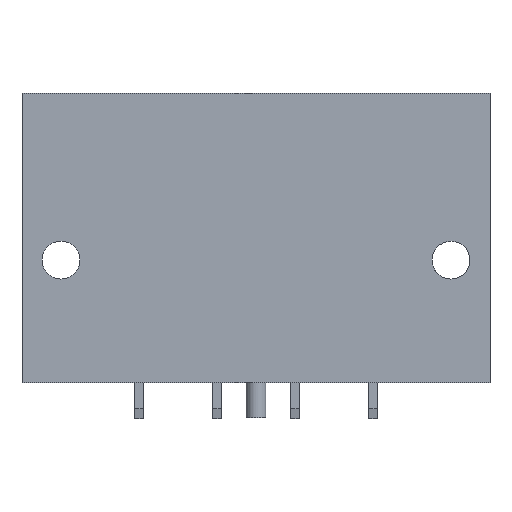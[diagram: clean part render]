
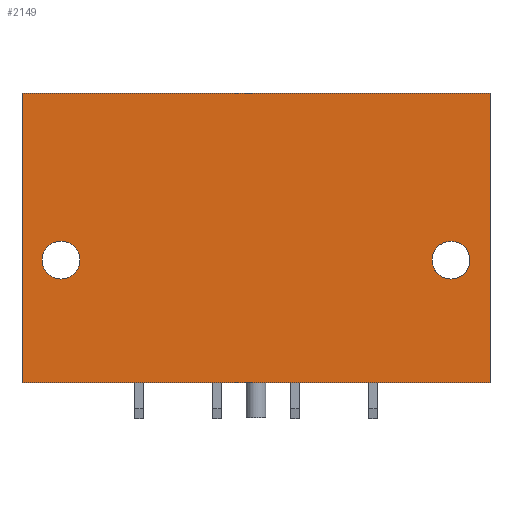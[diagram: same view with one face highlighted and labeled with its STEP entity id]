
A CAD part, front view. The second image highlights one B-rep face of the part: STEP entity #2149.
In plain terms, the highlighted planar face has unit normal (0, -1, 0).
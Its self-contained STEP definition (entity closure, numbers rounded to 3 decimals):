
#2025=AXIS2_PLACEMENT_3D('Circle Axis2P3D',#2023,#2024,$) ;
#2057=AXIS2_PLACEMENT_3D('Circle Axis2P3D',#2055,#2056,$) ;
#2133=AXIS2_PLACEMENT_3D('Plane Axis2P3D',#2130,#2131,#2132) ;
#224=CARTESIAN_POINT('Vertex',(45.72,0.,31.8)) ;
#227=CARTESIAN_POINT('Line Origine',(45.72,0.,17.65)) ;
#231=CARTESIAN_POINT('Vertex',(45.72,0.,3.5)) ;
#252=CARTESIAN_POINT('Line Origine',(22.86,0.,3.5)) ;
#256=CARTESIAN_POINT('Vertex',(0.,0.,3.5)) ;
#585=CARTESIAN_POINT('Line Origine',(0.,0.,17.65)) ;
#589=CARTESIAN_POINT('Vertex',(0.,0.,31.8)) ;
#610=CARTESIAN_POINT('Line Origine',(22.86,0.,31.8)) ;
#2023=CARTESIAN_POINT('Axis2P3D Location',(3.81,0.,15.5)) ;
#2027=CARTESIAN_POINT('Vertex',(3.81,0.,13.65)) ;
#2029=CARTESIAN_POINT('Vertex',(3.81,0.,17.35)) ;
#2055=CARTESIAN_POINT('Axis2P3D Location',(3.81,0.,15.5)) ;
#2077=CARTESIAN_POINT('Vertex',(41.91,0.,17.35)) ;
#2084=CARTESIAN_POINT('Vertex',(41.91,0.,13.65)) ;
#2088=CARTESIAN_POINT('Control Point',(41.91,0.,13.65)) ;
#2089=CARTESIAN_POINT('Control Point',(42.491,0.,13.65)) ;
#2090=CARTESIAN_POINT('Control Point',(43.072,0.,13.878)) ;
#2091=CARTESIAN_POINT('Control Point',(43.532,0.,14.338)) ;
#2092=CARTESIAN_POINT('Control Point',(43.988,0.,15.5)) ;
#2093=CARTESIAN_POINT('Control Point',(43.532,0.,16.662)) ;
#2094=CARTESIAN_POINT('Control Point',(43.072,0.,17.122)) ;
#2095=CARTESIAN_POINT('Control Point',(42.491,0.,17.35)) ;
#2096=CARTESIAN_POINT('Control Point',(41.91,0.,17.35)) ;
#2112=CARTESIAN_POINT('Control Point',(41.91,0.,17.35)) ;
#2113=CARTESIAN_POINT('Control Point',(41.329,0.,17.35)) ;
#2114=CARTESIAN_POINT('Control Point',(40.748,0.,17.122)) ;
#2115=CARTESIAN_POINT('Control Point',(40.288,0.,16.662)) ;
#2116=CARTESIAN_POINT('Control Point',(39.832,0.,15.5)) ;
#2117=CARTESIAN_POINT('Control Point',(40.288,0.,14.338)) ;
#2118=CARTESIAN_POINT('Control Point',(40.748,0.,13.878)) ;
#2119=CARTESIAN_POINT('Control Point',(41.329,0.,13.65)) ;
#2120=CARTESIAN_POINT('Control Point',(41.91,0.,13.65)) ;
#2130=CARTESIAN_POINT('Axis2P3D Location',(7.62,0.,31.8)) ;
#228=DIRECTION('Vector Direction',(0.,0.,-1.)) ;
#253=DIRECTION('Vector Direction',(-1.,0.,0.)) ;
#586=DIRECTION('Vector Direction',(0.,0.,-1.)) ;
#611=DIRECTION('Vector Direction',(1.,0.,0.)) ;
#2024=DIRECTION('Axis2P3D Direction',(0.,1.,0.)) ;
#2056=DIRECTION('Axis2P3D Direction',(0.,1.,0.)) ;
#2131=DIRECTION('Axis2P3D Direction',(0.,-1.,0.)) ;
#2132=DIRECTION('Axis2P3D XDirection',(0.,-0.,-1.)) ;
#229=VECTOR('Line Direction',#228,1.) ;
#254=VECTOR('Line Direction',#253,1.) ;
#587=VECTOR('Line Direction',#586,1.) ;
#612=VECTOR('Line Direction',#611,1.) ;
#2136=ORIENTED_EDGE('',*,*,#233,.F.) ;
#2137=ORIENTED_EDGE('',*,*,#614,.T.) ;
#2138=ORIENTED_EDGE('',*,*,#591,.T.) ;
#2139=ORIENTED_EDGE('',*,*,#258,.T.) ;
#2142=ORIENTED_EDGE('',*,*,#2097,.T.) ;
#2143=ORIENTED_EDGE('',*,*,#2121,.T.) ;
#2146=ORIENTED_EDGE('',*,*,#2059,.F.) ;
#2147=ORIENTED_EDGE('',*,*,#2031,.F.) ;
#2144=FACE_BOUND('',#2141,.T.) ;
#2148=FACE_BOUND('',#2145,.T.) ;
#2149=ADVANCED_FACE('HOUSING',(#2140,#2144,#2148),#2134,.T.) ;
#2087=B_SPLINE_CURVE_WITH_KNOTS('',5,(#2088,#2089,#2090,#2091,#2092,#2093,#2094,#2095,#2096),.UNSPECIFIED.,.F.,.U.,(6,3,6),(-2.906,0.,2.906),.UNSPECIFIED.) ;
#2111=B_SPLINE_CURVE_WITH_KNOTS('',5,(#2112,#2113,#2114,#2115,#2116,#2117,#2118,#2119,#2120),.UNSPECIFIED.,.F.,.U.,(6,3,6),(-2.906,0.,2.906),.UNSPECIFIED.) ;
#2026=CIRCLE('generated circle',#2025,1.85) ;
#2058=CIRCLE('generated circle',#2057,1.85) ;
#233=EDGE_CURVE('',#225,#232,#230,.T.) ;
#258=EDGE_CURVE('',#257,#232,#255,.F.) ;
#591=EDGE_CURVE('',#590,#257,#588,.T.) ;
#614=EDGE_CURVE('',#225,#590,#613,.F.) ;
#2031=EDGE_CURVE('',#2028,#2030,#2026,.F.) ;
#2059=EDGE_CURVE('',#2030,#2028,#2058,.F.) ;
#2097=EDGE_CURVE('',#2078,#2085,#2087,.F.) ;
#2121=EDGE_CURVE('',#2085,#2078,#2111,.F.) ;
#2135=EDGE_LOOP('',(#2136,#2137,#2138,#2139)) ;
#2141=EDGE_LOOP('',(#2142,#2143)) ;
#2145=EDGE_LOOP('',(#2146,#2147)) ;
#2140=FACE_OUTER_BOUND('',#2135,.T.) ;
#230=LINE('Line',#227,#229) ;
#255=LINE('Line',#252,#254) ;
#588=LINE('Line',#585,#587) ;
#613=LINE('Line',#610,#612) ;
#2134=PLANE('',#2133) ;
#225=VERTEX_POINT('',#224) ;
#232=VERTEX_POINT('',#231) ;
#257=VERTEX_POINT('',#256) ;
#590=VERTEX_POINT('',#589) ;
#2028=VERTEX_POINT('',#2027) ;
#2030=VERTEX_POINT('',#2029) ;
#2078=VERTEX_POINT('',#2077) ;
#2085=VERTEX_POINT('',#2084) ;
